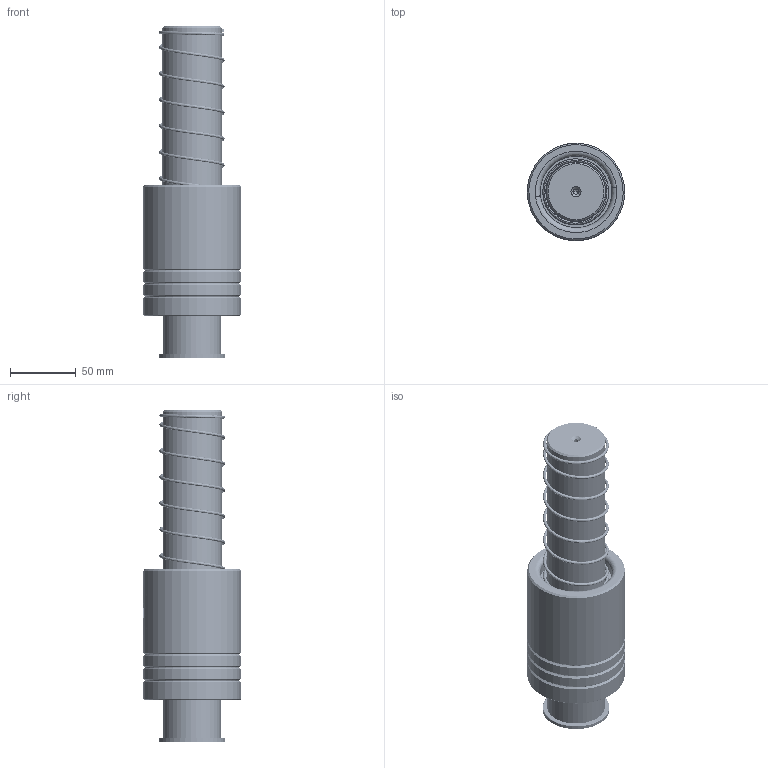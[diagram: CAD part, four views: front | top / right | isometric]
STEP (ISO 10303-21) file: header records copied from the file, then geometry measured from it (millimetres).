
FILE_DESCRIPTION (( 'STEP AP214' ), '1' );
FILE_NAME ('LKSH LKJH-D45-L220(BL-100).STEP', '2021-08-11T01:24:20', ( '' ), ( '' ), 'SwSTEP 2.0', 'SolidWorks 2016', '' );
FILE_SCHEMA (( 'AUTOMOTIVE_DESIGN' ));
Length unit declared in the file: millimetre
Products named in the file (345): BALL-D5; HWP-D50.1-45.5-L120; BSH-54.5-45.5-L90; DSPK-D45-L220; LKSH LKJH-D45-L220(BL-100); BSH-D54.5-45.5-L90郪蚾; TBB-D74-d55-L100; GTK-D51-d44
Assembly tree (339 placements, depth 3):
  BALL-D5
  BALL-D5
  BALL-D5
  BALL-D5
  BALL-D5
Bounding box: 74.15 x 74.22 x 253 mm (x, y, z)
Volume: 659180.6 mm3; surface area: 174331.2 mm2
Topology: 335 solids, 335 shells, 1453 faces, 6271 edges, 4164 vertices
Faces by surface type: sphere 1320, cone 46, cylinder 36, plane 21, torus 16, bspline 14
Entity records: 64190 total; most frequent: CARTESIAN_POINT 37602, ORIENTED_EDGE 4604, DIRECTION 3970, EDGE_CURVE 2302, AXIS2_PLACEMENT_3D 1932, VERTEX_POINT 1512, EDGE_LOOP 1454, B_SPLINE_CURVE_WITH_KNOTS 1393
